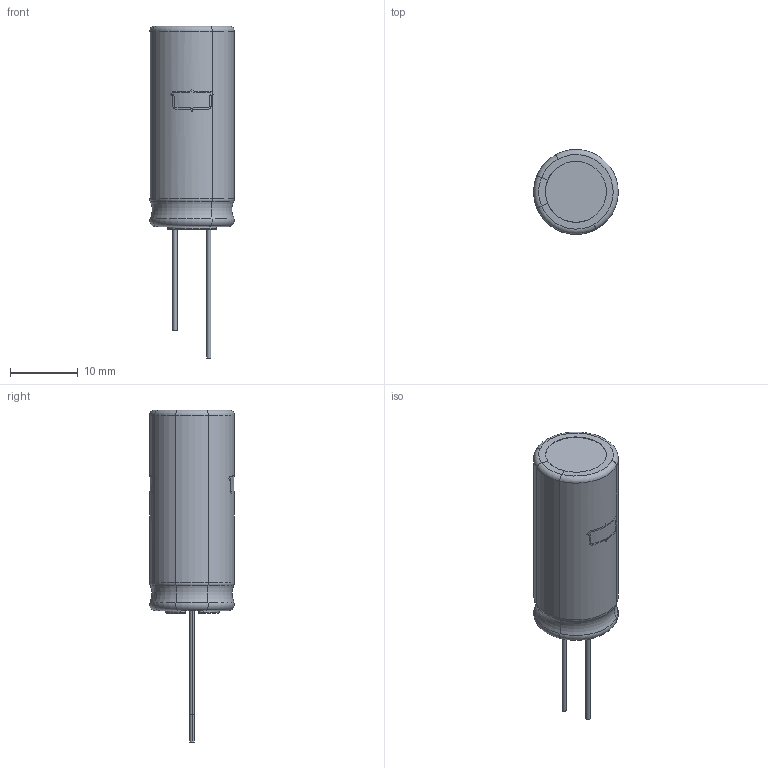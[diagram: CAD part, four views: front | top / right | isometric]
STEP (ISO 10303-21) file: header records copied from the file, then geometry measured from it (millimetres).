
FILE_DESCRIPTION(('CATIA V5 STEP Exchange','CAx-IF Rec.Pracs.--- Model Styling and Organization---1.4--- 2014-01-23','CAx-IF Rec.Pracs.---3D Tessellated Data Validation Properties---0.5---2014-09-14'),'2;1');
FILE_NAME('E-LEAD_D12.5_L30__GAS-ESCAPE-RUBBER_SLEEVE_STRUCTURE.stp','2021-01-15T07:52:19+00:00',('none'),('none'),'CATIA Version 5-6 Release 2016 SP6','CATIA V5 STEP AP242','none');
FILE_SCHEMA(('AP242_MANAGED_MODEL_BASED_3D_ENGINEERING_MIM_LF {1 0 10303 442 1 1 4}'));
Length unit declared in the file: millimetre
Products named in the file (4): E-LEAD_D12.5_L30__GAS-ESCAPE-RUBBER_SLEEVE_STRUCTURE; E-LEAD_D12.5_TERMINAL+; E-LEAD_D12.5_TERMINAL-; E-LEAD_D12.5_L30_ELEMENT
Assembly tree (3 placements, depth 2):
  E-LEAD_D12.5_L30__GAS-ESCAPE-RUBBER_SLEEVE_STRUCTURE
    E-LEAD_D12.5_TERMINAL+
    E-LEAD_D12.5_TERMINAL-
    E-LEAD_D12.5_L30_ELEMENT
Bounding box: 12.47 x 12.5 x 49 mm (x, y, z)
Volume: 3597.8 mm3; surface area: 1523.8 mm2
Topology: 3 solids, 3 shells, 154 faces, 396 edges, 256 vertices
Faces by surface type: cylinder 64, plane 63, torus 27
Entity records: 4584 total; most frequent: CARTESIAN_POINT 1079, ORIENTED_EDGE 792, DIRECTION 502, EDGE_CURVE 396, AXIS2_PLACEMENT_3D 258, VERTEX_POINT 256, EDGE_LOOP 162, CIRCLE 161
